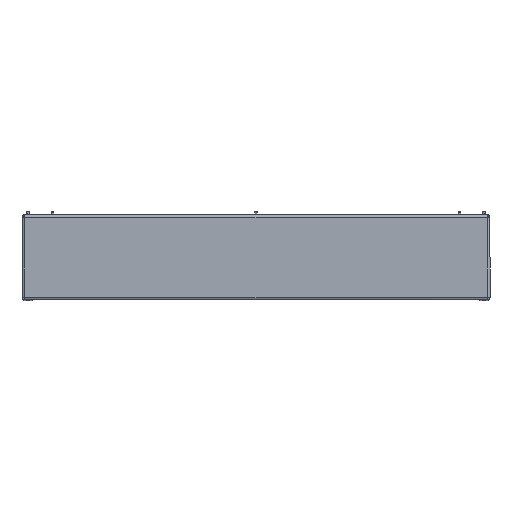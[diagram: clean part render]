
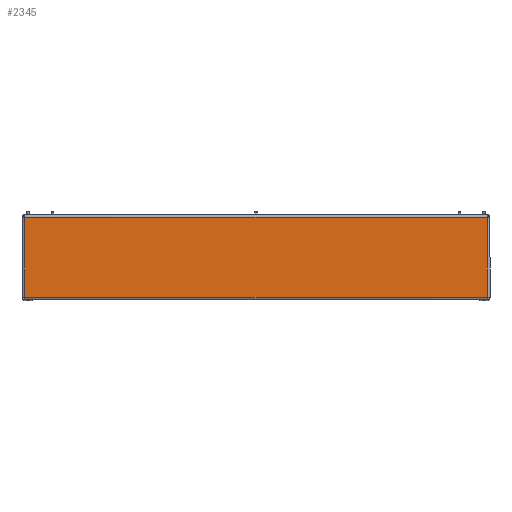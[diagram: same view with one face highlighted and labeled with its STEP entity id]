
A CAD part, top view. The second image highlights one B-rep face of the part: STEP entity #2345.
In plain terms, the highlighted face is planar.
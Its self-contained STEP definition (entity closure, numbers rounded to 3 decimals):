
#83 = VERTEX_POINT ( 'NONE', #5931 ) ;
#364 = LINE ( 'NONE', #2825, #4681 ) ;
#521 = DIRECTION ( 'NONE',  ( 1., 0., 0. ) ) ;
#826 = VECTOR ( 'NONE', #2328, 1000. ) ;
#894 = CARTESIAN_POINT ( 'NONE',  ( 0., -272., 97. ) ) ;
#1023 = LINE ( 'NONE', #894, #3019 ) ;
#1386 = DIRECTION ( 'NONE',  ( 0., 0., -1. ) ) ;
#1477 = CARTESIAN_POINT ( 'NONE',  ( 0., -272., 100. ) ) ;
#1581 = ORIENTED_EDGE ( 'NONE', *, *, #2577, .T. ) ;
#1694 = VERTEX_POINT ( 'NONE', #3435 ) ;
#1709 = VERTEX_POINT ( 'NONE', #4928 ) ;
#2134 = EDGE_CURVE ( 'NONE', #1694, #5961, #364, .T. ) ;
#2312 = DIRECTION ( 'NONE',  ( 0., 0., -1. ) ) ;
#2328 = DIRECTION ( 'NONE',  ( 0., 1., 0. ) ) ;
#2345 = ADVANCED_FACE ( 'NONE', ( #2510 ), #2372, .F. ) ;
#2372 = PLANE ( 'NONE',  #5092 ) ;
#2464 = LINE ( 'NONE', #1477, #3594 ) ;
#2510 = FACE_OUTER_BOUND ( 'NONE', #3290, .T. ) ;
#2577 = EDGE_CURVE ( 'NONE', #1709, #1694, #1023, .T. ) ;
#2825 = CARTESIAN_POINT ( 'NONE',  ( 0., 272., 100. ) ) ;
#2872 = CARTESIAN_POINT ( 'NONE',  ( 0., -272., 3. ) ) ;
#3019 = VECTOR ( 'NONE', #4930, 1000. ) ;
#3290 = EDGE_LOOP ( 'NONE', ( #6317, #3345, #1581, #3420 ) ) ;
#3345 = ORIENTED_EDGE ( 'NONE', *, *, #4637, .F. ) ;
#3420 = ORIENTED_EDGE ( 'NONE', *, *, #2134, .T. ) ;
#3435 = CARTESIAN_POINT ( 'NONE',  ( 0., 272., 97. ) ) ;
#3594 = VECTOR ( 'NONE', #5995, 1000. ) ;
#4637 = EDGE_CURVE ( 'NONE', #1709, #83, #2464, .T. ) ;
#4681 = VECTOR ( 'NONE', #2312, 1000. ) ;
#4928 = CARTESIAN_POINT ( 'NONE',  ( 0., -272., 97. ) ) ;
#4930 = DIRECTION ( 'NONE',  ( 0., 1., 0. ) ) ;
#4998 = EDGE_CURVE ( 'NONE', #83, #5961, #5732, .T. ) ;
#5092 = AXIS2_PLACEMENT_3D ( 'NONE', #5804, #521, #1386 ) ;
#5732 = LINE ( 'NONE', #2872, #826 ) ;
#5771 = CARTESIAN_POINT ( 'NONE',  ( 0., 272., 3. ) ) ;
#5804 = CARTESIAN_POINT ( 'NONE',  ( 0., 275., 100. ) ) ;
#5931 = CARTESIAN_POINT ( 'NONE',  ( 0., -272., 3. ) ) ;
#5961 = VERTEX_POINT ( 'NONE', #5771 ) ;
#5995 = DIRECTION ( 'NONE',  ( 0., 0., -1. ) ) ;
#6317 = ORIENTED_EDGE ( 'NONE', *, *, #4998, .F. ) ;
